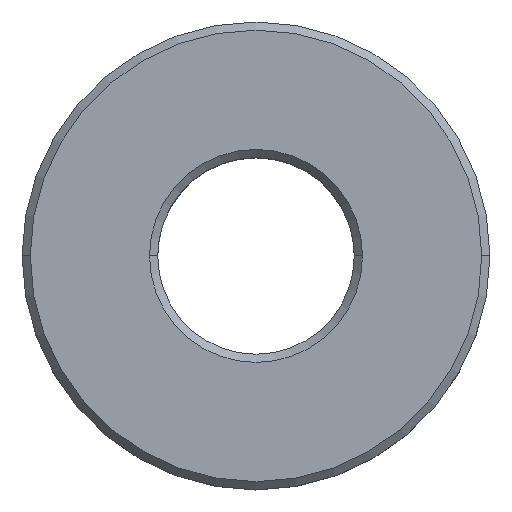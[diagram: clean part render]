
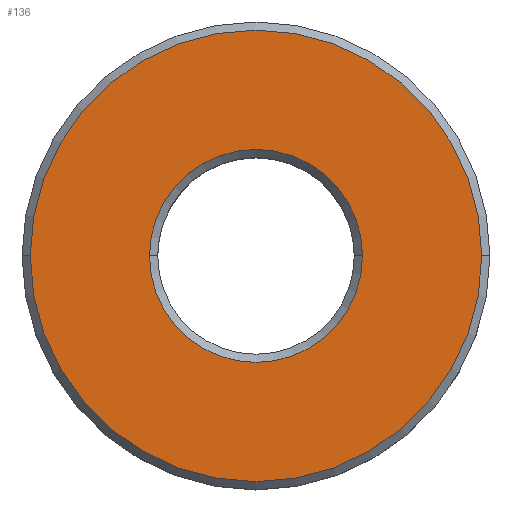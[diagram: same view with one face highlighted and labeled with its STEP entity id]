
A CAD part, top view. The second image highlights one B-rep face of the part: STEP entity #136.
In plain terms, the highlighted planar face has unit normal (0, 0, 1).
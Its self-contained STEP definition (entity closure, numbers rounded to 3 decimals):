
#9 = VERTEX_POINT ( 'NONE', #110 ) ;
#29 = CARTESIAN_POINT ( 'NONE',  ( -13.788, 0., 7. ) ) ;
#37 = ORIENTED_EDGE ( 'NONE', *, *, #501, .T. ) ;
#63 = VERTEX_POINT ( 'NONE', #515 ) ;
#86 = AXIS2_PLACEMENT_3D ( 'NONE', #551, #573, #175 ) ;
#87 = CARTESIAN_POINT ( 'NONE',  ( 0., 0., 7. ) ) ;
#95 = ORIENTED_EDGE ( 'NONE', *, *, #294, .T. ) ;
#110 = CARTESIAN_POINT ( 'NONE',  ( -6.503, 0., 7. ) ) ;
#112 = FACE_BOUND ( 'NONE', #495, .T. ) ;
#130 = ORIENTED_EDGE ( 'NONE', *, *, #276, .T. ) ;
#136 = ADVANCED_FACE ( 'NONE', ( #216, #112 ), #572, .T. ) ;
#140 = DIRECTION ( 'NONE',  ( 1., 0., 0. ) ) ;
#170 = DIRECTION ( 'NONE',  ( 0., 0., 1. ) ) ;
#175 = DIRECTION ( 'NONE',  ( 1., 0., 0. ) ) ;
#176 = AXIS2_PLACEMENT_3D ( 'NONE', #87, #261, #485 ) ;
#216 = FACE_OUTER_BOUND ( 'NONE', #413, .T. ) ;
#228 = CARTESIAN_POINT ( 'NONE',  ( 0., 0., 7. ) ) ;
#261 = DIRECTION ( 'NONE',  ( 0., 0., 1. ) ) ;
#264 = VERTEX_POINT ( 'NONE', #358 ) ;
#276 = EDGE_CURVE ( 'NONE', #9, #63, #417, .T. ) ;
#294 = EDGE_CURVE ( 'NONE', #483, #264, #351, .T. ) ;
#323 = ORIENTED_EDGE ( 'NONE', *, *, #550, .T. ) ;
#343 = CARTESIAN_POINT ( 'NONE',  ( 0., 0., 7. ) ) ;
#347 = DIRECTION ( 'NONE',  ( 1., 0., 0. ) ) ;
#349 = DIRECTION ( 'NONE',  ( 1., 0., 0. ) ) ;
#351 = CIRCLE ( 'NONE', #86, 13.788 ) ;
#358 = CARTESIAN_POINT ( 'NONE',  ( 13.788, 0., 7. ) ) ;
#387 = AXIS2_PLACEMENT_3D ( 'NONE', #228, #540, #140 ) ;
#413 = EDGE_LOOP ( 'NONE', ( #95, #323 ) ) ;
#416 = AXIS2_PLACEMENT_3D ( 'NONE', #470, #170, #349 ) ;
#417 = CIRCLE ( 'NONE', #387, 6.503 ) ;
#443 = DIRECTION ( 'NONE',  ( 0., 0., -1. ) ) ;
#463 = AXIS2_PLACEMENT_3D ( 'NONE', #343, #443, #347 ) ;
#470 = CARTESIAN_POINT ( 'NONE',  ( 0., 0., 7. ) ) ;
#483 = VERTEX_POINT ( 'NONE', #29 ) ;
#485 = DIRECTION ( 'NONE',  ( 1., 0., 0. ) ) ;
#495 = EDGE_LOOP ( 'NONE', ( #37, #130 ) ) ;
#497 = CIRCLE ( 'NONE', #176, 13.788 ) ;
#501 = EDGE_CURVE ( 'NONE', #63, #9, #546, .T. ) ;
#515 = CARTESIAN_POINT ( 'NONE',  ( 6.503, 0., 7. ) ) ;
#540 = DIRECTION ( 'NONE',  ( 0., 0., -1. ) ) ;
#546 = CIRCLE ( 'NONE', #463, 6.503 ) ;
#550 = EDGE_CURVE ( 'NONE', #264, #483, #497, .T. ) ;
#551 = CARTESIAN_POINT ( 'NONE',  ( 0., 0., 7. ) ) ;
#572 = PLANE ( 'NONE',  #416 ) ;
#573 = DIRECTION ( 'NONE',  ( 0., 0., 1. ) ) ;
